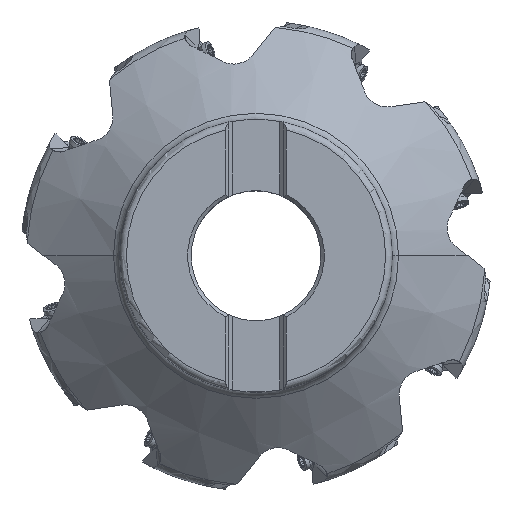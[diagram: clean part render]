
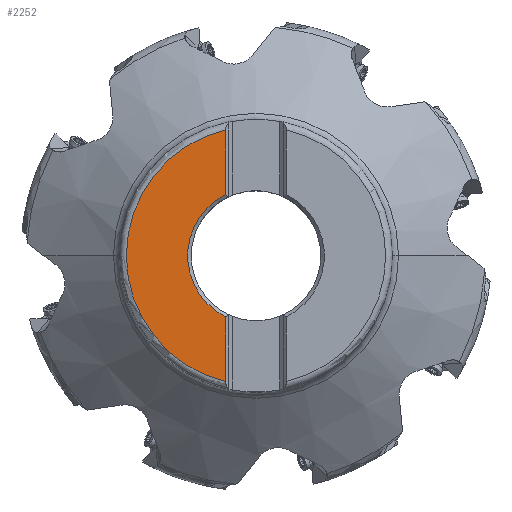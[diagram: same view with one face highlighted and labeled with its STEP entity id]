
A CAD part, top view. The second image highlights one B-rep face of the part: STEP entity #2252.
In plain terms, the highlighted planar face has unit normal (0, 0, 1).
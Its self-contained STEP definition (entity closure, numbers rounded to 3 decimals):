
#1082=FACE_OUTER_BOUND('',#4970,.T.);
#2252=ADVANCED_FACE('',(#1082),#3408,.T.);
#3408=PLANE('',#23490);
#4970=EDGE_LOOP('',(#9791,#9792,#9793,#9794,#9795));
#6279=LINE('',#35331,#7641);
#6281=LINE('',#35354,#7643);
#7641=VECTOR('',#26614,1.);
#7643=VECTOR('',#26626,1.);
#9791=ORIENTED_EDGE('',*,*,#18391,.F.);
#9792=ORIENTED_EDGE('',*,*,#18392,.F.);
#9793=ORIENTED_EDGE('',*,*,#18380,.F.);
#9794=ORIENTED_EDGE('',*,*,#18379,.F.);
#9795=ORIENTED_EDGE('',*,*,#18385,.F.);
#16036=VERTEX_POINT('',#35290);
#16037=VERTEX_POINT('',#35291);
#16038=VERTEX_POINT('',#35293);
#16041=VERTEX_POINT('',#35332);
#16044=VERTEX_POINT('',#35351);
#18379=EDGE_CURVE('',#16036,#16037,#21314,.T.);
#18380=EDGE_CURVE('',#16037,#16038,#21315,.T.);
#18385=EDGE_CURVE('',#16041,#16036,#6279,.T.);
#18391=EDGE_CURVE('',#16044,#16041,#21319,.T.);
#18392=EDGE_CURVE('',#16038,#16044,#6281,.T.);
#21314=CIRCLE('',#23481,38.);
#21315=CIRCLE('',#23482,38.);
#21319=CIRCLE('',#23488,20.015);
#23481=AXIS2_PLACEMENT_3D('',#35289,#26606,#26607);
#23482=AXIS2_PLACEMENT_3D('',#35292,#26608,#26609);
#23488=AXIS2_PLACEMENT_3D('',#35352,#26622,#26623);
#23490=AXIS2_PLACEMENT_3D('',#35355,#26627,#26628);
#26606=DIRECTION('',(0.,0.,-1.));
#26607=DIRECTION('',(-0.235,-0.972,0.));
#26608=DIRECTION('',(0.,0.,-1.));
#26609=DIRECTION('',(-1.,0.,0.));
#26614=DIRECTION('',(0.,-1.,0.));
#26622=DIRECTION('',(0.,0.,1.));
#26623=DIRECTION('',(-0.447,0.895,0.));
#26626=DIRECTION('',(0.,-1.,0.));
#26627=DIRECTION('',(0.,0.,1.));
#26628=DIRECTION('',(1.,0.,0.));
#35289=CARTESIAN_POINT('',(0.,0.,0.));
#35290=CARTESIAN_POINT('',(-8.937,-36.934,0.));
#35291=CARTESIAN_POINT('',(-38.,0.,0.));
#35292=CARTESIAN_POINT('',(0.,0.,0.));
#35293=CARTESIAN_POINT('',(-8.938,36.934,0.));
#35331=CARTESIAN_POINT('',(-8.938,-17.909,0.));
#35332=CARTESIAN_POINT('',(-8.938,-17.909,0.));
#35351=CARTESIAN_POINT('',(-8.938,17.909,0.));
#35352=CARTESIAN_POINT('',(0.,0.,0.));
#35354=CARTESIAN_POINT('',(-8.938,36.934,0.));
#35355=CARTESIAN_POINT('',(-23.47,0.,0.));
